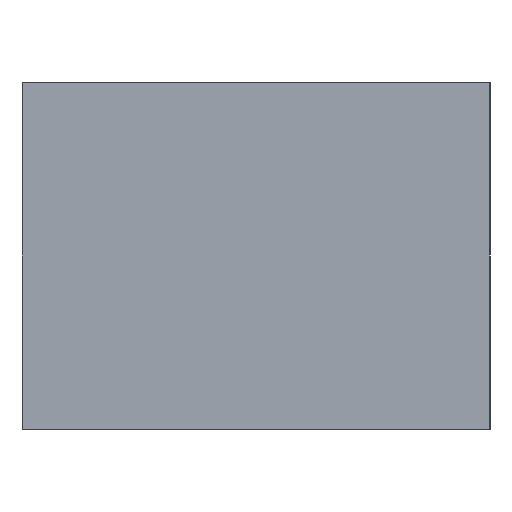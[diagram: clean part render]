
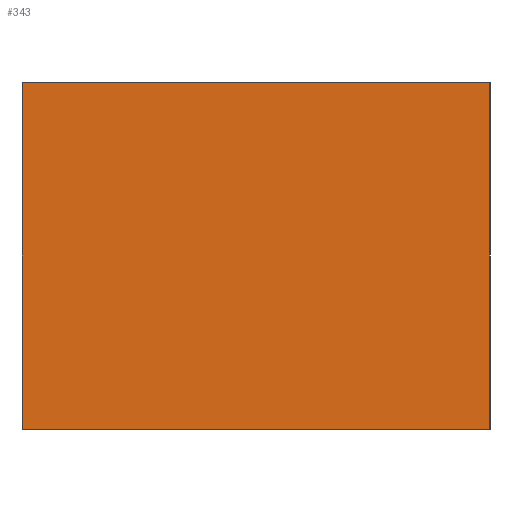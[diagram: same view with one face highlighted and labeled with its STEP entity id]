
A CAD part, left-side view. The second image highlights one B-rep face of the part: STEP entity #343.
In plain terms, the highlighted planar face has unit normal (-1, 0, 0).
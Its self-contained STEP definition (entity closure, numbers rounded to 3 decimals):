
#240=CARTESIAN_POINT('',(-0.76,-0.425,0.0));
#241=VERTEX_POINT('',#240);
#248=CARTESIAN_POINT('',(-0.76,0.425,0.0));
#249=VERTEX_POINT('',#248);
#250=CARTESIAN_POINT('',(-0.76,-0.425,0.0));
#251=DIRECTION('',(0.0,1.0,0.0));
#252=VECTOR('',#251,0.85);
#253=LINE('',#250,#252);
#254=EDGE_CURVE('',#241,#249,#253,.T.);
#280=CARTESIAN_POINT('',(-0.76,0.425,0.63));
#281=VERTEX_POINT('',#280);
#288=CARTESIAN_POINT('',(-0.76,-0.425,0.63));
#289=VERTEX_POINT('',#288);
#290=CARTESIAN_POINT('',(-0.76,0.425,0.63));
#291=DIRECTION('',(0.0,-1.0,0.0));
#292=VECTOR('',#291,0.85);
#293=LINE('',#290,#292);
#294=EDGE_CURVE('',#281,#289,#293,.T.);
#310=CARTESIAN_POINT('',(-0.76,0.425,0.0));
#311=DIRECTION('',(0.0,0.0,1.0));
#312=VECTOR('',#311,0.63);
#313=LINE('',#310,#312);
#314=EDGE_CURVE('',#249,#281,#313,.T.);
#327=CARTESIAN_POINT('',(-0.76,0.0,0.315));
#328=DIRECTION('',(1.0,0.0,0.0));
#329=DIRECTION('',(0.0,0.0,1.0));
#330=AXIS2_PLACEMENT_3D('',#327,#328,#329);
#331=PLANE('',#330);
#332=CARTESIAN_POINT('',(-0.76,-0.425,0.0));
#333=DIRECTION('',(0.0,0.0,1.0));
#334=VECTOR('',#333,0.63);
#335=LINE('',#332,#334);
#336=EDGE_CURVE('',#241,#289,#335,.T.);
#337=ORIENTED_EDGE('',*,*,#336,.T.);
#338=ORIENTED_EDGE('',*,*,#294,.F.);
#339=ORIENTED_EDGE('',*,*,#314,.F.);
#340=ORIENTED_EDGE('',*,*,#254,.F.);
#341=EDGE_LOOP('',(#337,#338,#339,#340));
#342=FACE_OUTER_BOUND('',#341,.T.);
#343=ADVANCED_FACE('',(#342),#331,.F.);
